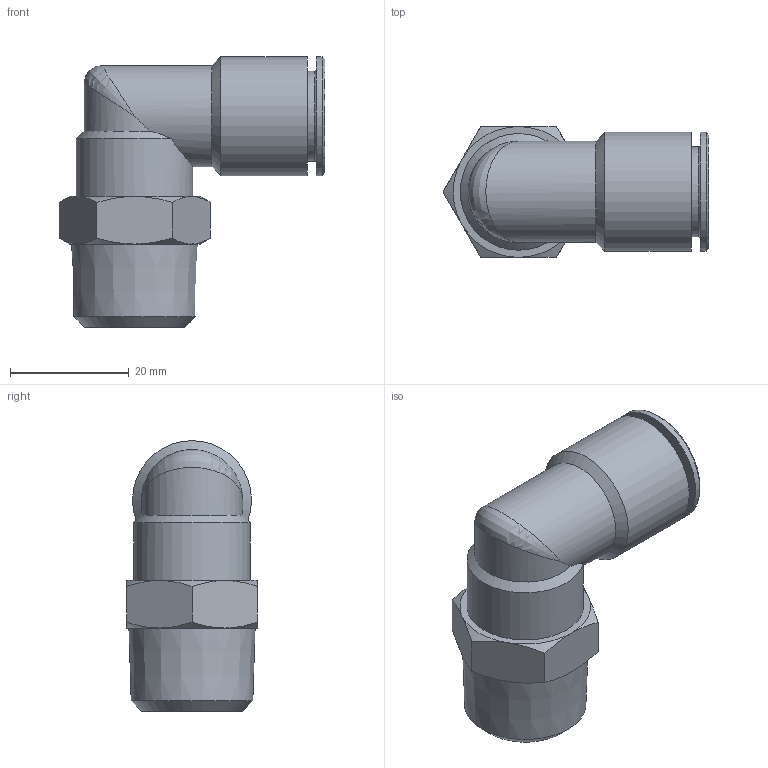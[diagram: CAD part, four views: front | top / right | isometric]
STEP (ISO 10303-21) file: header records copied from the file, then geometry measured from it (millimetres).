
FILE_DESCRIPTION(/* description */ (''),/* implementation_level */ '2;1');
FILE_NAME(/* name */ 'iqsl_3814_msv.stp',/* time_stamp */ '2017-11-09T16:19:12+01:00',/* author */ ('Hamoud'),/* organization */ (''),/* preprocessor_version */ 'ST-DEVELOPER v15.6',/* originating_system */ 'Autodesk Inventor LT ',/* authorisation */ '');
FILE_SCHEMA (('AUTOMOTIVE_DESIGN { 1 0 10303 214 3 1 1 }'));
Length unit declared in the file: millimetre
Products named in the file (1): iqsl_3814_msv
Bounding box: 44.7 x 22 x 45.5 mm (x, y, z)
Volume: 9985 mm3; surface area: 10133.1 mm2
Topology: 3 solids, 3 shells, 76 faces, 161 edges, 94 vertices
Faces by surface type: cone 30, cylinder 21, plane 19, torus 4, sphere 1, bspline 1
Full cylindrical faces by diameter (mm): 11 x1, 12 x1, 14.15 x1, 14.3 x1, 14.5 x1, 15.1 x1, 15.2 x1, 15.8 x2, 16.2 x1, 16.5 x1, 17 x3, 17.3 x1, 18.1 x1, 19.6 x1, 20 x2
Entity records: 2914 total; most frequent: CARTESIAN_POINT 1514, DIRECTION 296, ORIENTED_EDGE 218, AXIS2_PLACEMENT_3D 144, EDGE_LOOP 128, EDGE_CURVE 109, VERTEX_POINT 85, FACE_OUTER_BOUND 76
